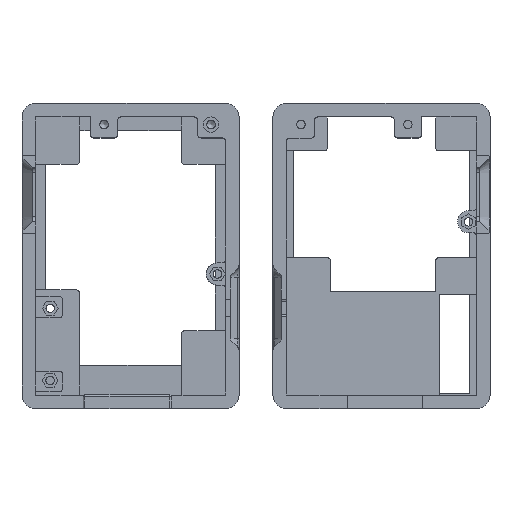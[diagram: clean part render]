
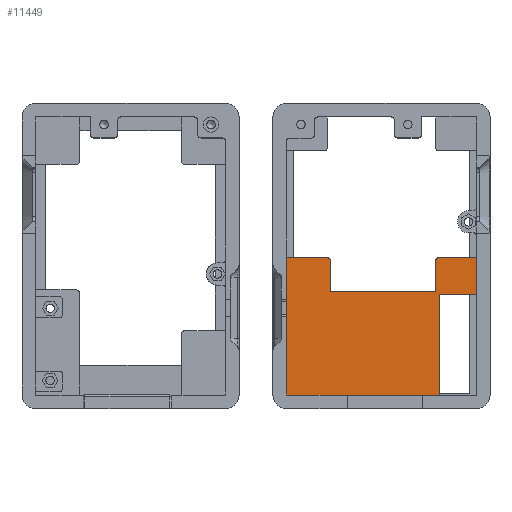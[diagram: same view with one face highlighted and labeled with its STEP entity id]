
A CAD part, top view. The second image highlights one B-rep face of the part: STEP entity #11449.
In plain terms, the highlighted planar face has unit normal (0, 0, 1).
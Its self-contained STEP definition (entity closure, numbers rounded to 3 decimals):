
#626=PLANE('',#12300);
#1232=FACE_OUTER_BOUND('',#1891,.T.);
#1891=EDGE_LOOP('',(#10599,#10600,#10601,#10602,#10603,#10604,#10605,#10606,
#10607,#10608,#10609,#10610));
#2334=LINE('',#16491,#3644);
#2345=LINE('',#16522,#3655);
#2390=LINE('',#16650,#3700);
#2411=LINE('',#16695,#3721);
#2753=LINE('',#17695,#4063);
#3181=LINE('',#19068,#4491);
#3186=LINE('',#19081,#4496);
#3188=LINE('',#19087,#4498);
#3200=LINE('',#19137,#4510);
#3201=LINE('',#19139,#4511);
#3644=VECTOR('',#13531,10.);
#3655=VECTOR('',#13554,10.);
#3700=VECTOR('',#13663,10.);
#3721=VECTOR('',#13694,10.);
#4063=VECTOR('',#14280,10.);
#4491=VECTOR('',#15146,10.);
#4496=VECTOR('',#15159,10.);
#4498=VECTOR('',#15163,10.);
#4510=VECTOR('',#15227,10.);
#4511=VECTOR('',#15230,10.);
#4775=CIRCLE('',#12270,1.);
#4777=CIRCLE('',#12275,1.);
#5160=VERTEX_POINT('',#16488);
#5161=VERTEX_POINT('',#16490);
#5174=VERTEX_POINT('',#16519);
#5175=VERTEX_POINT('',#16521);
#5245=VERTEX_POINT('',#16694);
#5496=VERTEX_POINT('',#17693);
#5821=VERTEX_POINT('',#19065);
#5823=VERTEX_POINT('',#19071);
#5826=VERTEX_POINT('',#19079);
#5827=VERTEX_POINT('',#19083);
#5829=VERTEX_POINT('',#19086);
#5831=VERTEX_POINT('',#19092);
#6432=EDGE_CURVE('',#5161,#5160,#2334,.T.);
#6447=EDGE_CURVE('',#5174,#5175,#2345,.T.);
#6512=EDGE_CURVE('',#5161,#5174,#2390,.T.);
#6535=EDGE_CURVE('',#5160,#5245,#2411,.T.);
#6908=EDGE_CURVE('',#5496,#5245,#2753,.T.);
#7419=EDGE_CURVE('',#5496,#5821,#3181,.T.);
#7421=EDGE_CURVE('',#5823,#5821,#4775,.T.);
#7426=EDGE_CURVE('',#5823,#5826,#3186,.T.);
#7428=EDGE_CURVE('',#5829,#5827,#3188,.T.);
#7431=EDGE_CURVE('',#5831,#5827,#4777,.T.);
#7454=EDGE_CURVE('',#5831,#5175,#3200,.T.);
#7455=EDGE_CURVE('',#5826,#5829,#3201,.T.);
#10599=ORIENTED_EDGE('',*,*,#6535,.T.);
#10600=ORIENTED_EDGE('',*,*,#6908,.F.);
#10601=ORIENTED_EDGE('',*,*,#7419,.T.);
#10602=ORIENTED_EDGE('',*,*,#7421,.F.);
#10603=ORIENTED_EDGE('',*,*,#7426,.T.);
#10604=ORIENTED_EDGE('',*,*,#7455,.T.);
#10605=ORIENTED_EDGE('',*,*,#7428,.T.);
#10606=ORIENTED_EDGE('',*,*,#7431,.F.);
#10607=ORIENTED_EDGE('',*,*,#7454,.T.);
#10608=ORIENTED_EDGE('',*,*,#6447,.F.);
#10609=ORIENTED_EDGE('',*,*,#6512,.F.);
#10610=ORIENTED_EDGE('',*,*,#6432,.T.);
#11449=ADVANCED_FACE('',(#1232),#626,.T.);
#12270=AXIS2_PLACEMENT_3D('',#19072,#15150,#15151);
#12275=AXIS2_PLACEMENT_3D('',#19093,#15168,#15169);
#12300=AXIS2_PLACEMENT_3D('',#19138,#15228,#15229);
#13531=DIRECTION('',(0.,1.,0.));
#13554=DIRECTION('',(0.,1.,0.));
#13663=DIRECTION('',(-1.,0.,0.));
#13694=DIRECTION('',(1.,0.,0.));
#14280=DIRECTION('',(0.,-1.,0.));
#15146=DIRECTION('',(-1.,0.,0.));
#15150=DIRECTION('center_axis',(0.,0.,-1.));
#15151=DIRECTION('ref_axis',(-0.707,0.707,0.));
#15159=DIRECTION('',(0.,-1.,0.));
#15163=DIRECTION('',(0.,1.,0.));
#15168=DIRECTION('center_axis',(0.,0.,-1.));
#15169=DIRECTION('ref_axis',(0.707,0.707,0.));
#15227=DIRECTION('',(-1.,0.,0.));
#15228=DIRECTION('center_axis',(0.,0.,1.));
#15229=DIRECTION('ref_axis',(1.,0.,0.));
#15230=DIRECTION('',(-1.,0.,0.));
#16488=CARTESIAN_POINT('',(119.,29.6,4.));
#16490=CARTESIAN_POINT('',(119.,0.,4.));
#16491=CARTESIAN_POINT('',(119.,10.125,4.));
#16519=CARTESIAN_POINT('',(74.,0.,4.));
#16521=CARTESIAN_POINT('',(74.,40.5,4.));
#16522=CARTESIAN_POINT('',(74.,0.,4.));
#16650=CARTESIAN_POINT('',(107.5,0.,4.));
#16694=CARTESIAN_POINT('',(130.,29.6,4.));
#16695=CARTESIAN_POINT('',(110.5,29.6,4.));
#17693=CARTESIAN_POINT('',(130.,40.5,4.));
#17695=CARTESIAN_POINT('',(130.,51.125,4.));
#19065=CARTESIAN_POINT('',(119.,40.5,4.));
#19068=CARTESIAN_POINT('',(118.,40.5,4.));
#19071=CARTESIAN_POINT('',(118.,39.5,4.));
#19072=CARTESIAN_POINT('Origin',(119.,39.5,4.));
#19079=CARTESIAN_POINT('',(118.,30.5,4.));
#19081=CARTESIAN_POINT('',(118.,30.5,4.));
#19083=CARTESIAN_POINT('',(87.,39.5,4.));
#19086=CARTESIAN_POINT('',(87.,30.5,4.));
#19087=CARTESIAN_POINT('',(87.,29.565,4.));
#19092=CARTESIAN_POINT('',(86.,40.5,4.));
#19093=CARTESIAN_POINT('Origin',(86.,39.5,4.));
#19137=CARTESIAN_POINT('',(87.,40.5,4.));
#19138=CARTESIAN_POINT('Origin',(102.,20.25,4.));
#19139=CARTESIAN_POINT('',(85.,30.5,4.));
